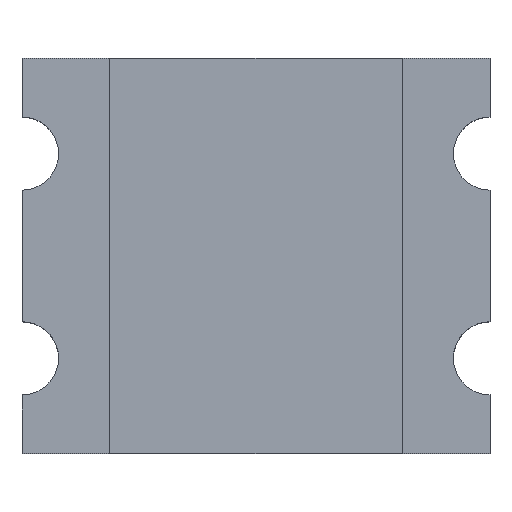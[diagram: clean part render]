
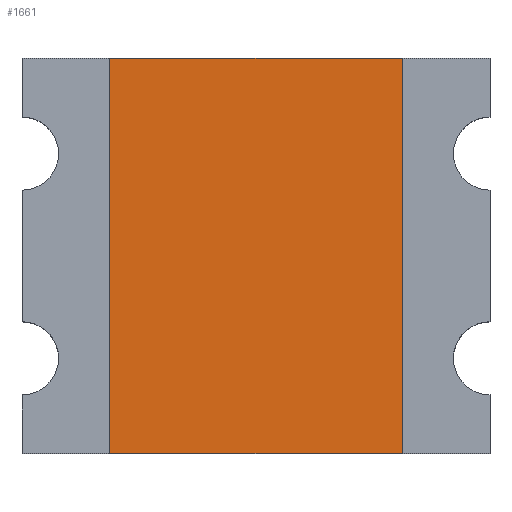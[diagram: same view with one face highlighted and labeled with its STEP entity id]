
A CAD part, top view. The second image highlights one B-rep face of the part: STEP entity #1661.
In plain terms, the highlighted planar face has unit normal (0, 0, 1).
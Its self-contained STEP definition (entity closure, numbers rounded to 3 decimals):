
#1347 = VERTEX_POINT('',#1348);
#1348 = CARTESIAN_POINT('',(-1.,1.35,1.1));
#1355 = PLANE('',#1356);
#1356 = AXIS2_PLACEMENT_3D('',#1357,#1358,#1359);
#1357 = CARTESIAN_POINT('',(-1.,1.35,0.8));
#1358 = DIRECTION('',(0.,1.,0.));
#1359 = DIRECTION('',(1.,0.,0.));
#1367 = PLANE('',#1368);
#1368 = AXIS2_PLACEMENT_3D('',#1369,#1370,#1371);
#1369 = CARTESIAN_POINT('',(-1.,-1.35,0.8));
#1370 = DIRECTION('',(-1.,0.,0.));
#1371 = DIRECTION('',(0.,1.,0.));
#1379 = EDGE_CURVE('',#1347,#1380,#1382,.T.);
#1380 = VERTEX_POINT('',#1381);
#1381 = CARTESIAN_POINT('',(1.,1.35,1.1));
#1382 = SURFACE_CURVE('',#1383,(#1387,#1394),.PCURVE_S1.);
#1383 = LINE('',#1384,#1385);
#1384 = CARTESIAN_POINT('',(-1.,1.35,1.1));
#1385 = VECTOR('',#1386,1.);
#1386 = DIRECTION('',(1.,0.,0.));
#1387 = PCURVE('',#1355,#1388);
#1388 = DEFINITIONAL_REPRESENTATION('',(#1389),#1393);
#1389 = LINE('',#1390,#1391);
#1390 = CARTESIAN_POINT('',(0.,-0.3));
#1391 = VECTOR('',#1392,1.);
#1392 = DIRECTION('',(1.,0.));
#1393 = ( GEOMETRIC_REPRESENTATION_CONTEXT(2) 
PARAMETRIC_REPRESENTATION_CONTEXT() REPRESENTATION_CONTEXT('2D SPACE',''
  ) );
#1394 = PCURVE('',#1395,#1400);
#1395 = PLANE('',#1396);
#1396 = AXIS2_PLACEMENT_3D('',#1397,#1398,#1399);
#1397 = CARTESIAN_POINT('',(0.,0.,1.1));
#1398 = DIRECTION('',(0.,0.,1.));
#1399 = DIRECTION('',(1.,0.,0.));
#1400 = DEFINITIONAL_REPRESENTATION('',(#1401),#1405);
#1401 = LINE('',#1402,#1403);
#1402 = CARTESIAN_POINT('',(-1.,1.35));
#1403 = VECTOR('',#1404,1.);
#1404 = DIRECTION('',(1.,0.));
#1405 = ( GEOMETRIC_REPRESENTATION_CONTEXT(2) 
PARAMETRIC_REPRESENTATION_CONTEXT() REPRESENTATION_CONTEXT('2D SPACE',''
  ) );
#1423 = PLANE('',#1424);
#1424 = AXIS2_PLACEMENT_3D('',#1425,#1426,#1427);
#1425 = CARTESIAN_POINT('',(1.,1.35,0.8));
#1426 = DIRECTION('',(1.,0.,-0.));
#1427 = DIRECTION('',(0.,-1.,0.));
#1465 = EDGE_CURVE('',#1380,#1466,#1468,.T.);
#1466 = VERTEX_POINT('',#1467);
#1467 = CARTESIAN_POINT('',(1.,-1.35,1.1));
#1468 = SURFACE_CURVE('',#1469,(#1473,#1480),.PCURVE_S1.);
#1469 = LINE('',#1470,#1471);
#1470 = CARTESIAN_POINT('',(1.,1.35,1.1));
#1471 = VECTOR('',#1472,1.);
#1472 = DIRECTION('',(0.,-1.,0.));
#1473 = PCURVE('',#1423,#1474);
#1474 = DEFINITIONAL_REPRESENTATION('',(#1475),#1479);
#1475 = LINE('',#1476,#1477);
#1476 = CARTESIAN_POINT('',(0.,-0.3));
#1477 = VECTOR('',#1478,1.);
#1478 = DIRECTION('',(1.,0.));
#1479 = ( GEOMETRIC_REPRESENTATION_CONTEXT(2) 
PARAMETRIC_REPRESENTATION_CONTEXT() REPRESENTATION_CONTEXT('2D SPACE',''
  ) );
#1480 = PCURVE('',#1395,#1481);
#1481 = DEFINITIONAL_REPRESENTATION('',(#1482),#1486);
#1482 = LINE('',#1483,#1484);
#1483 = CARTESIAN_POINT('',(1.,1.35));
#1484 = VECTOR('',#1485,1.);
#1485 = DIRECTION('',(0.,-1.));
#1486 = ( GEOMETRIC_REPRESENTATION_CONTEXT(2) 
PARAMETRIC_REPRESENTATION_CONTEXT() REPRESENTATION_CONTEXT('2D SPACE',''
  ) );
#1504 = PLANE('',#1505);
#1505 = AXIS2_PLACEMENT_3D('',#1506,#1507,#1508);
#1506 = CARTESIAN_POINT('',(1.,-1.35,0.8));
#1507 = DIRECTION('',(0.,-1.,0.));
#1508 = DIRECTION('',(-1.,0.,0.));
#1541 = EDGE_CURVE('',#1466,#1542,#1544,.T.);
#1542 = VERTEX_POINT('',#1543);
#1543 = CARTESIAN_POINT('',(-1.,-1.35,1.1));
#1544 = SURFACE_CURVE('',#1545,(#1549,#1556),.PCURVE_S1.);
#1545 = LINE('',#1546,#1547);
#1546 = CARTESIAN_POINT('',(1.,-1.35,1.1));
#1547 = VECTOR('',#1548,1.);
#1548 = DIRECTION('',(-1.,0.,0.));
#1549 = PCURVE('',#1504,#1550);
#1550 = DEFINITIONAL_REPRESENTATION('',(#1551),#1555);
#1551 = LINE('',#1552,#1553);
#1552 = CARTESIAN_POINT('',(0.,-0.3));
#1553 = VECTOR('',#1554,1.);
#1554 = DIRECTION('',(1.,0.));
#1555 = ( GEOMETRIC_REPRESENTATION_CONTEXT(2) 
PARAMETRIC_REPRESENTATION_CONTEXT() REPRESENTATION_CONTEXT('2D SPACE',''
  ) );
#1556 = PCURVE('',#1395,#1557);
#1557 = DEFINITIONAL_REPRESENTATION('',(#1558),#1562);
#1558 = LINE('',#1559,#1560);
#1559 = CARTESIAN_POINT('',(1.,-1.35));
#1560 = VECTOR('',#1561,1.);
#1561 = DIRECTION('',(-1.,0.));
#1562 = ( GEOMETRIC_REPRESENTATION_CONTEXT(2) 
PARAMETRIC_REPRESENTATION_CONTEXT() REPRESENTATION_CONTEXT('2D SPACE',''
  ) );
#1612 = EDGE_CURVE('',#1542,#1347,#1613,.T.);
#1613 = SURFACE_CURVE('',#1614,(#1618,#1625),.PCURVE_S1.);
#1614 = LINE('',#1615,#1616);
#1615 = CARTESIAN_POINT('',(-1.,-1.35,1.1));
#1616 = VECTOR('',#1617,1.);
#1617 = DIRECTION('',(0.,1.,0.));
#1618 = PCURVE('',#1367,#1619);
#1619 = DEFINITIONAL_REPRESENTATION('',(#1620),#1624);
#1620 = LINE('',#1621,#1622);
#1621 = CARTESIAN_POINT('',(0.,-0.3));
#1622 = VECTOR('',#1623,1.);
#1623 = DIRECTION('',(1.,0.));
#1624 = ( GEOMETRIC_REPRESENTATION_CONTEXT(2) 
PARAMETRIC_REPRESENTATION_CONTEXT() REPRESENTATION_CONTEXT('2D SPACE',''
  ) );
#1625 = PCURVE('',#1395,#1626);
#1626 = DEFINITIONAL_REPRESENTATION('',(#1627),#1631);
#1627 = LINE('',#1628,#1629);
#1628 = CARTESIAN_POINT('',(-1.,-1.35));
#1629 = VECTOR('',#1630,1.);
#1630 = DIRECTION('',(0.,1.));
#1631 = ( GEOMETRIC_REPRESENTATION_CONTEXT(2) 
PARAMETRIC_REPRESENTATION_CONTEXT() REPRESENTATION_CONTEXT('2D SPACE',''
  ) );
#1661 = ADVANCED_FACE('',(#1662),#1395,.T.);
#1662 = FACE_BOUND('',#1663,.F.);
#1663 = EDGE_LOOP('',(#1664,#1665,#1666,#1667));
#1664 = ORIENTED_EDGE('',*,*,#1379,.T.);
#1665 = ORIENTED_EDGE('',*,*,#1465,.T.);
#1666 = ORIENTED_EDGE('',*,*,#1541,.T.);
#1667 = ORIENTED_EDGE('',*,*,#1612,.T.);
